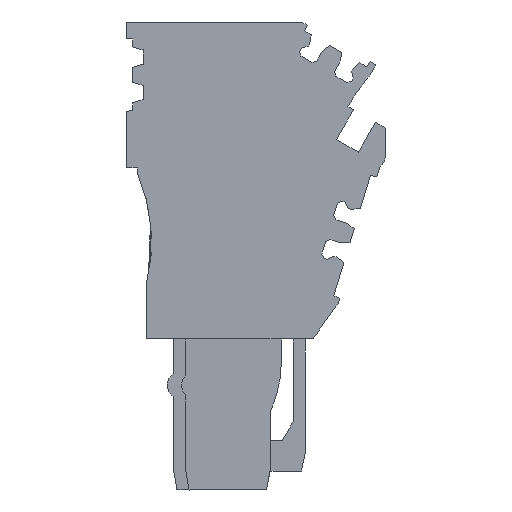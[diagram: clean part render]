
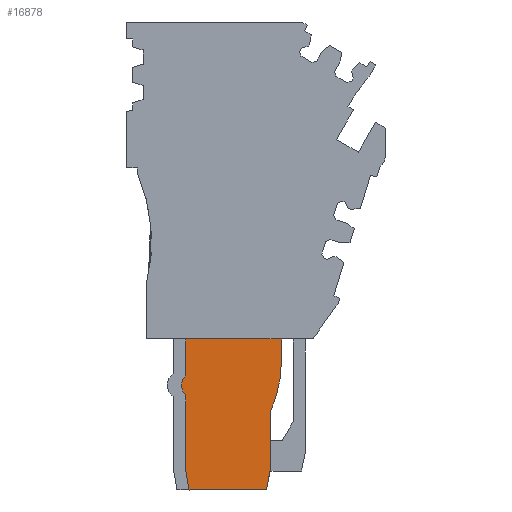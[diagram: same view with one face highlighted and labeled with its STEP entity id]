
A CAD part, left-side view. The second image highlights one B-rep face of the part: STEP entity #16878.
In plain terms, the highlighted planar face has unit normal (-1, 0, 0).
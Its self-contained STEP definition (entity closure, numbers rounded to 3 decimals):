
#16803=AXIS2_PLACEMENT_3D('Plane Axis2P3D',#16800,#16801,#16802) ;
#16816=AXIS2_PLACEMENT_3D('Circle Axis2P3D',#16814,#16815,$) ;
#16858=AXIS2_PLACEMENT_3D('Circle Axis2P3D',#16856,#16857,$) ;
#16778=CARTESIAN_POINT('Vertex',(0.7,9.05,13.15)) ;
#16781=CARTESIAN_POINT('Line Origine',(0.7,9.05,12.244)) ;
#16785=CARTESIAN_POINT('Vertex',(0.7,9.05,11.337)) ;
#16800=CARTESIAN_POINT('Axis2P3D Location',(0.7,20.086,11.345)) ;
#16805=CARTESIAN_POINT('Line Origine',(0.7,17.4,11.561)) ;
#16809=CARTESIAN_POINT('Vertex',(0.7,17.4,13.15)) ;
#16811=CARTESIAN_POINT('Vertex',(0.7,17.4,9.972)) ;
#16814=CARTESIAN_POINT('Axis2P3D Location',(0.7,16.55,9.125)) ;
#16818=CARTESIAN_POINT('Vertex',(0.7,17.4,8.278)) ;
#16821=CARTESIAN_POINT('Line Origine',(0.7,17.4,4.972)) ;
#16825=CARTESIAN_POINT('Vertex',(0.7,17.4,1.666)) ;
#16828=CARTESIAN_POINT('Line Origine',(0.7,17.253,0.833)) ;
#16832=CARTESIAN_POINT('Vertex',(0.7,17.106,0.)) ;
#16835=CARTESIAN_POINT('Line Origine',(0.7,13.728,0.)) ;
#16839=CARTESIAN_POINT('Vertex',(0.7,10.35,0.)) ;
#16842=CARTESIAN_POINT('Line Origine',(0.7,10.2,0.851)) ;
#16846=CARTESIAN_POINT('Vertex',(0.7,10.05,1.701)) ;
#16849=CARTESIAN_POINT('Line Origine',(0.7,10.05,4.228)) ;
#16853=CARTESIAN_POINT('Vertex',(0.7,10.05,6.755)) ;
#16856=CARTESIAN_POINT('Axis2P3D Location',(0.7,20.086,11.345)) ;
#16861=CARTESIAN_POINT('Line Origine',(0.7,13.225,13.15)) ;
#16782=DIRECTION('Vector Direction',(0.,0.,-1.)) ;
#16801=DIRECTION('Axis2P3D Direction',(1.,-0.,0.)) ;
#16802=DIRECTION('Axis2P3D XDirection',(0.,0.,-1.)) ;
#16806=DIRECTION('Vector Direction',(0.,0.,-1.)) ;
#16815=DIRECTION('Axis2P3D Direction',(1.,-0.,0.)) ;
#16822=DIRECTION('Vector Direction',(0.,0.,-1.)) ;
#16829=DIRECTION('Vector Direction',(0.,-0.174,-0.985)) ;
#16836=DIRECTION('Vector Direction',(0.,1.,0.)) ;
#16843=DIRECTION('Vector Direction',(0.,0.174,-0.985)) ;
#16850=DIRECTION('Vector Direction',(0.,0.,-1.)) ;
#16857=DIRECTION('Axis2P3D Direction',(1.,-0.,0.)) ;
#16862=DIRECTION('Vector Direction',(0.,1.,0.)) ;
#16783=VECTOR('Line Direction',#16782,1.) ;
#16807=VECTOR('Line Direction',#16806,1.) ;
#16823=VECTOR('Line Direction',#16822,1.) ;
#16830=VECTOR('Line Direction',#16829,1.) ;
#16837=VECTOR('Line Direction',#16836,1.) ;
#16844=VECTOR('Line Direction',#16843,1.) ;
#16851=VECTOR('Line Direction',#16850,1.) ;
#16863=VECTOR('Line Direction',#16862,1.) ;
#16867=ORIENTED_EDGE('',*,*,#16813,.T.) ;
#16868=ORIENTED_EDGE('',*,*,#16820,.F.) ;
#16869=ORIENTED_EDGE('',*,*,#16827,.T.) ;
#16870=ORIENTED_EDGE('',*,*,#16834,.T.) ;
#16871=ORIENTED_EDGE('',*,*,#16841,.F.) ;
#16872=ORIENTED_EDGE('',*,*,#16848,.F.) ;
#16873=ORIENTED_EDGE('',*,*,#16855,.F.) ;
#16874=ORIENTED_EDGE('',*,*,#16860,.F.) ;
#16875=ORIENTED_EDGE('',*,*,#16787,.F.) ;
#16876=ORIENTED_EDGE('',*,*,#16865,.T.) ;
#16878=ADVANCED_FACE('V1',(#16877),#16804,.F.) ;
#16817=CIRCLE('generated circle',#16816,1.2) ;
#16859=CIRCLE('generated circle',#16858,11.036) ;
#16787=EDGE_CURVE('',#16779,#16786,#16784,.T.) ;
#16813=EDGE_CURVE('',#16810,#16812,#16808,.T.) ;
#16820=EDGE_CURVE('',#16819,#16812,#16817,.T.) ;
#16827=EDGE_CURVE('',#16819,#16826,#16824,.T.) ;
#16834=EDGE_CURVE('',#16826,#16833,#16831,.T.) ;
#16841=EDGE_CURVE('',#16840,#16833,#16838,.T.) ;
#16848=EDGE_CURVE('',#16847,#16840,#16845,.T.) ;
#16855=EDGE_CURVE('',#16854,#16847,#16852,.T.) ;
#16860=EDGE_CURVE('',#16786,#16854,#16859,.T.) ;
#16865=EDGE_CURVE('',#16779,#16810,#16864,.T.) ;
#16866=EDGE_LOOP('',(#16867,#16868,#16869,#16870,#16871,#16872,#16873,#16874,#16875,#16876)) ;
#16877=FACE_OUTER_BOUND('',#16866,.T.) ;
#16784=LINE('Line',#16781,#16783) ;
#16808=LINE('Line',#16805,#16807) ;
#16824=LINE('Line',#16821,#16823) ;
#16831=LINE('Line',#16828,#16830) ;
#16838=LINE('Line',#16835,#16837) ;
#16845=LINE('Line',#16842,#16844) ;
#16852=LINE('Line',#16849,#16851) ;
#16864=LINE('Line',#16861,#16863) ;
#16804=PLANE('',#16803) ;
#16779=VERTEX_POINT('',#16778) ;
#16786=VERTEX_POINT('',#16785) ;
#16810=VERTEX_POINT('',#16809) ;
#16812=VERTEX_POINT('',#16811) ;
#16819=VERTEX_POINT('',#16818) ;
#16826=VERTEX_POINT('',#16825) ;
#16833=VERTEX_POINT('',#16832) ;
#16840=VERTEX_POINT('',#16839) ;
#16847=VERTEX_POINT('',#16846) ;
#16854=VERTEX_POINT('',#16853) ;
